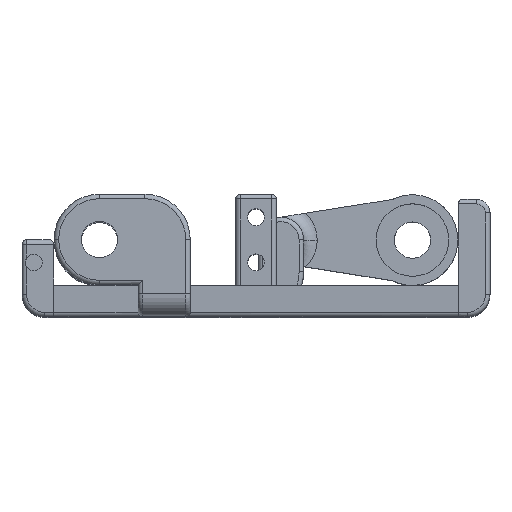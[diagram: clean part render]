
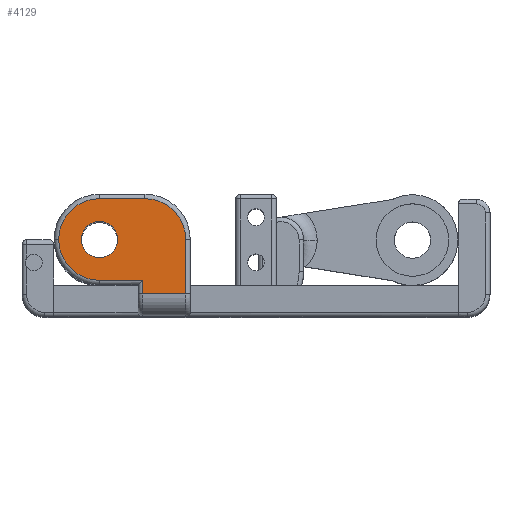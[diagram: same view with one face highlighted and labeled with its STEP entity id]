
A CAD part, top view. The second image highlights one B-rep face of the part: STEP entity #4129.
In plain terms, the highlighted planar face has unit normal (0, 0, 1).
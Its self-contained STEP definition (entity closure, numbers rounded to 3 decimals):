
#27 = CARTESIAN_POINT ( 'NONE',  ( -107.5, -6.5, 85.387 ) ) ;
#55 = CARTESIAN_POINT ( 'NONE',  ( -107.5, -6.5, 85.387 ) ) ;
#78 = DIRECTION ( 'NONE',  ( -1., 0., 0. ) ) ;
#330 = DIRECTION ( 'NONE',  ( -1., 0., 0. ) ) ;
#466 = VECTOR ( 'NONE', #6269, 1000. ) ;
#467 = ORIENTED_EDGE ( 'NONE', *, *, #4245, .F. ) ;
#494 = LINE ( 'NONE', #7168, #5458 ) ;
#514 = EDGE_CURVE ( 'NONE', #7992, #3222, #5645, .T. ) ;
#532 = LINE ( 'NONE', #3209, #466 ) ;
#585 = VERTEX_POINT ( 'NONE', #1342 ) ;
#587 = CARTESIAN_POINT ( 'NONE',  ( -98., -18.5, 85.387 ) ) ;
#676 = DIRECTION ( 'NONE',  ( 0., 0., -1. ) ) ;
#706 = DIRECTION ( 'NONE',  ( -1., 0., 0. ) ) ;
#944 = ORIENTED_EDGE ( 'NONE', *, *, #3863, .F. ) ;
#983 = VERTEX_POINT ( 'NONE', #4780 ) ;
#995 = ORIENTED_EDGE ( 'NONE', *, *, #6146, .F. ) ;
#1260 = DIRECTION ( 'NONE',  ( -1., 0., 0. ) ) ;
#1329 = LINE ( 'NONE', #4091, #5163 ) ;
#1342 = CARTESIAN_POINT ( 'NONE',  ( -111.5, -6.5, 85.387 ) ) ;
#1364 = CARTESIAN_POINT ( 'NONE',  ( -88.5, -18.5, 85.387 ) ) ;
#1504 = ORIENTED_EDGE ( 'NONE', *, *, #6839, .F. ) ;
#1540 = VERTEX_POINT ( 'NONE', #587 ) ;
#1739 = AXIS2_PLACEMENT_3D ( 'NONE', #55, #4042, #706 ) ;
#1753 = EDGE_CURVE ( 'NONE', #3222, #8576, #5651, .T. ) ;
#2042 = VERTEX_POINT ( 'NONE', #5951 ) ;
#2124 = DIRECTION ( 'NONE',  ( 1., 0., 0. ) ) ;
#2201 = CARTESIAN_POINT ( 'NONE',  ( -98., -15.5, 85.387 ) ) ;
#2366 = CARTESIAN_POINT ( 'NONE',  ( -97.5, 2.5, 85.387 ) ) ;
#2522 = CARTESIAN_POINT ( 'NONE',  ( -116.5, -6.5, 85.387 ) ) ;
#2630 = DIRECTION ( 'NONE',  ( -1., 0., 0. ) ) ;
#2967 = DIRECTION ( 'NONE',  ( 0., 0., -1. ) ) ;
#3081 = ORIENTED_EDGE ( 'NONE', *, *, #3324, .T. ) ;
#3137 = CARTESIAN_POINT ( 'NONE',  ( -97.5, -6.5, 85.387 ) ) ;
#3182 = CARTESIAN_POINT ( 'NONE',  ( -107.5, -6.5, 85.387 ) ) ;
#3184 = EDGE_CURVE ( 'NONE', #1540, #6285, #532, .T. ) ;
#3209 = CARTESIAN_POINT ( 'NONE',  ( -98., 0., 85.387 ) ) ;
#3222 = VERTEX_POINT ( 'NONE', #7985 ) ;
#3324 = EDGE_CURVE ( 'NONE', #983, #585, #5510, .T. ) ;
#3361 = DIRECTION ( 'NONE',  ( -1., 0., 0. ) ) ;
#3480 = ORIENTED_EDGE ( 'NONE', *, *, #3184, .F. ) ;
#3573 = EDGE_LOOP ( 'NONE', ( #467, #7012, #5895, #1504, #995, #3480, #4171, #944 ) ) ;
#3580 = VECTOR ( 'NONE', #5030, 1000. ) ;
#3807 = DIRECTION ( 'NONE',  ( -1., 0., 0. ) ) ;
#3863 = EDGE_CURVE ( 'NONE', #2042, #8256, #5115, .T. ) ;
#4005 = EDGE_LOOP ( 'NONE', ( #3081, #4370 ) ) ;
#4042 = DIRECTION ( 'NONE',  ( 0., 0., -1. ) ) ;
#4091 = CARTESIAN_POINT ( 'NONE',  ( 0., -15.5, 85.387 ) ) ;
#4127 = AXIS2_PLACEMENT_3D ( 'NONE', #3182, #8501, #1260 ) ;
#4129 = ADVANCED_FACE ( 'NONE', ( #6752, #8049 ), #4899, .T. ) ;
#4144 = CARTESIAN_POINT ( 'NONE',  ( 0., 2.5, 85.387 ) ) ;
#4171 = ORIENTED_EDGE ( 'NONE', *, *, #7205, .F. ) ;
#4245 = EDGE_CURVE ( 'NONE', #8576, #2042, #4692, .T. ) ;
#4370 = ORIENTED_EDGE ( 'NONE', *, *, #5206, .T. ) ;
#4652 = VERTEX_POINT ( 'NONE', #5300 ) ;
#4692 = CIRCLE ( 'NONE', #4977, 9. ) ;
#4780 = CARTESIAN_POINT ( 'NONE',  ( -103.5, -6.5, 85.387 ) ) ;
#4809 = CARTESIAN_POINT ( 'NONE',  ( 0., 0., 85.387 ) ) ;
#4899 = PLANE ( 'NONE',  #8302 ) ;
#4977 = AXIS2_PLACEMENT_3D ( 'NONE', #3137, #2967, #330 ) ;
#5030 = DIRECTION ( 'NONE',  ( 0., -1., 0. ) ) ;
#5115 = LINE ( 'NONE', #6405, #3580 ) ;
#5163 = VECTOR ( 'NONE', #2630, 1000. ) ;
#5184 = DIRECTION ( 'NONE',  ( -1., 0., 0. ) ) ;
#5206 = EDGE_CURVE ( 'NONE', #585, #983, #5761, .T. ) ;
#5300 = CARTESIAN_POINT ( 'NONE',  ( -107.5, -15.5, 85.387 ) ) ;
#5451 = CIRCLE ( 'NONE', #6972, 9. ) ;
#5458 = VECTOR ( 'NONE', #5184, 1000. ) ;
#5510 = CIRCLE ( 'NONE', #1739, 4. ) ;
#5645 = CIRCLE ( 'NONE', #4127, 9. ) ;
#5651 = LINE ( 'NONE', #4144, #7919 ) ;
#5761 = CIRCLE ( 'NONE', #6313, 4. ) ;
#5895 = ORIENTED_EDGE ( 'NONE', *, *, #514, .F. ) ;
#5951 = CARTESIAN_POINT ( 'NONE',  ( -88.5, -6.5, 85.387 ) ) ;
#6146 = EDGE_CURVE ( 'NONE', #6285, #4652, #1329, .T. ) ;
#6269 = DIRECTION ( 'NONE',  ( 0., 1., 0. ) ) ;
#6285 = VERTEX_POINT ( 'NONE', #2201 ) ;
#6313 = AXIS2_PLACEMENT_3D ( 'NONE', #7748, #6578, #3807 ) ;
#6405 = CARTESIAN_POINT ( 'NONE',  ( -88.5, 0., 85.387 ) ) ;
#6578 = DIRECTION ( 'NONE',  ( 0., 0., -1. ) ) ;
#6752 = FACE_OUTER_BOUND ( 'NONE', #3573, .T. ) ;
#6839 = EDGE_CURVE ( 'NONE', #4652, #7992, #5451, .T. ) ;
#6972 = AXIS2_PLACEMENT_3D ( 'NONE', #27, #676, #3361 ) ;
#7012 = ORIENTED_EDGE ( 'NONE', *, *, #1753, .F. ) ;
#7168 = CARTESIAN_POINT ( 'NONE',  ( 0., -18.5, 85.387 ) ) ;
#7205 = EDGE_CURVE ( 'NONE', #8256, #1540, #494, .T. ) ;
#7404 = DIRECTION ( 'NONE',  ( 0., 0., 1. ) ) ;
#7748 = CARTESIAN_POINT ( 'NONE',  ( -107.5, -6.5, 85.387 ) ) ;
#7919 = VECTOR ( 'NONE', #2124, 1000. ) ;
#7985 = CARTESIAN_POINT ( 'NONE',  ( -107.5, 2.5, 85.387 ) ) ;
#7992 = VERTEX_POINT ( 'NONE', #2522 ) ;
#8049 = FACE_BOUND ( 'NONE', #4005, .T. ) ;
#8256 = VERTEX_POINT ( 'NONE', #1364 ) ;
#8302 = AXIS2_PLACEMENT_3D ( 'NONE', #4809, #7404, #78 ) ;
#8501 = DIRECTION ( 'NONE',  ( 0., 0., -1. ) ) ;
#8576 = VERTEX_POINT ( 'NONE', #2366 ) ;
